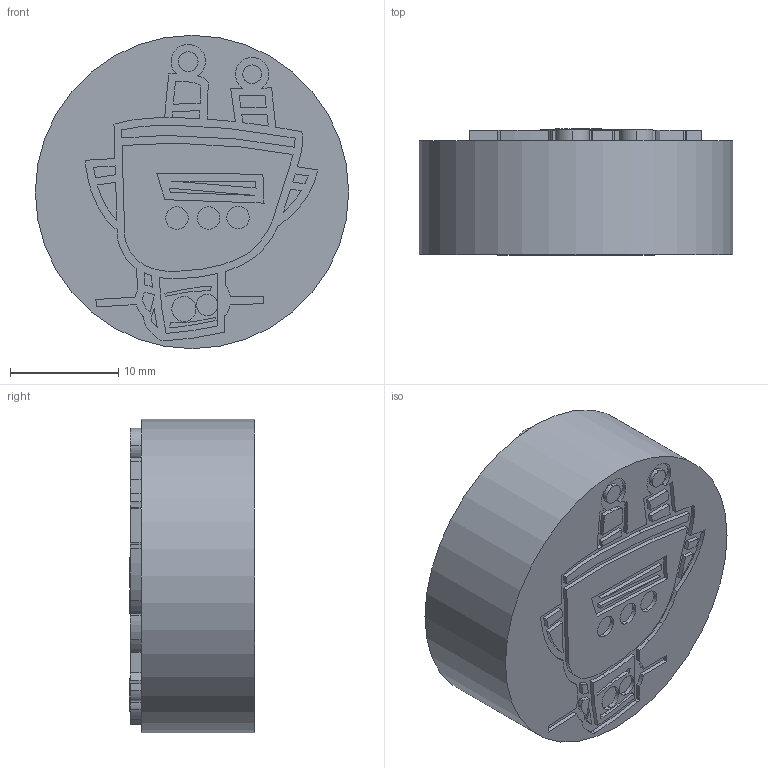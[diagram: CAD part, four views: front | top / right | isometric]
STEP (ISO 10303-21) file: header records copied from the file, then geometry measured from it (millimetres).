
FILE_DESCRIPTION(/* description */ (''),/* implementation_level */ '2;1');
FILE_NAME(/* name */ 'logo one_.step',/* time_stamp */ '2024-04-30T17:16:09+05:30',/* author */ (''),/* organization */ (''),/* preprocessor_version */ 'ST-DEVELOPER v20',/* originating_system */ 'Autodesk Translation Framework v12.20.1.177',/* authorisation */ '');
FILE_SCHEMA (('AUTOMOTIVE_DESIGN { 1 0 10303 214 3 1 1 }'));
Length unit declared in the file: millimetre
Products named in the file (1): Untitled
Bounding box: 29 x 11.66 x 29 mm (x, y, z)
Volume: 7052 mm3; surface area: 2845.4 mm2
Topology: 1 solids, 1 shells, 530 faces, 1399 edges, 911 vertices
Faces by surface type: bspline 302, plane 227, cylinder 1
Full cylindrical faces by diameter (mm): 29 x1
Entity records: 18284 total; most frequent: CARTESIAN_POINT 7736, ORIENTED_EDGE 2798, EDGE_CURVE 1399, DIRECTION 1255, VERTEX_POINT 911, LINE 793, VECTOR 793, EDGE_LOOP 580
